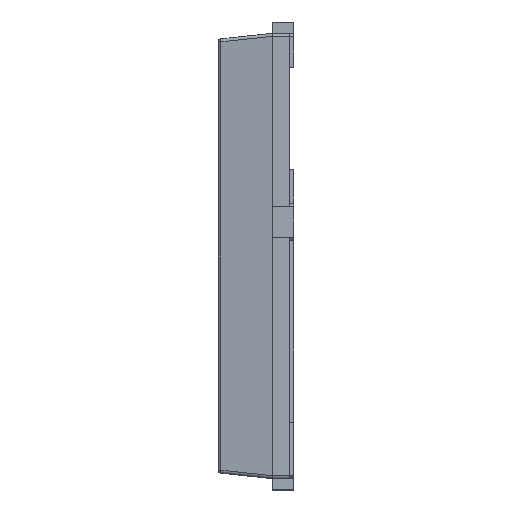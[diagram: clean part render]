
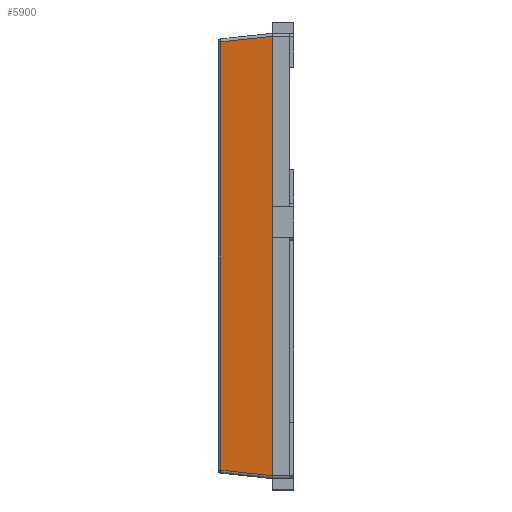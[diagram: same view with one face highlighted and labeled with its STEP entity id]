
A CAD part, left-side view. The second image highlights one B-rep face of the part: STEP entity #5900.
In plain terms, the highlighted planar face has unit normal (-0.995, 0.104, 0).
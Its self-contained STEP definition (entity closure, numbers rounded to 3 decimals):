
#38 = ORIENTED_EDGE ( 'NONE', *, *, #5709, .T. ) ;
#43 = EDGE_CURVE ( 'NONE', #1912, #2165, #1410, .T. ) ;
#147 = DIRECTION ( 'NONE',  ( -0.104, -0.989, -0.104 ) ) ;
#173 = VERTEX_POINT ( 'NONE', #6394 ) ;
#215 = EDGE_CURVE ( 'NONE', #2165, #2350, #5629, .T. ) ;
#265 = ORIENTED_EDGE ( 'NONE', *, *, #2278, .F. ) ;
#272 = ORIENTED_EDGE ( 'NONE', *, *, #43, .F. ) ;
#302 = VERTEX_POINT ( 'NONE', #3483 ) ;
#617 = VECTOR ( 'NONE', #4401, 1000. ) ;
#748 = DIRECTION ( 'NONE',  ( 0., 0., -1. ) ) ;
#885 = VERTEX_POINT ( 'NONE', #1799 ) ;
#903 = ORIENTED_EDGE ( 'NONE', *, *, #215, .F. ) ;
#950 = PLANE ( 'NONE',  #1497 ) ;
#1110 = DIRECTION ( 'NONE',  ( 0., 0., -1. ) ) ;
#1408 = VECTOR ( 'NONE', #147, 1000. ) ;
#1410 = LINE ( 'NONE', #5249, #5805 ) ;
#1431 = VERTEX_POINT ( 'NONE', #2364 ) ;
#1464 = CARTESIAN_POINT ( 'NONE',  ( -2.374, 1., 0. ) ) ;
#1497 = AXIS2_PLACEMENT_3D ( 'NONE', #1464, #3409, #2939 ) ;
#1799 = CARTESIAN_POINT ( 'NONE',  ( -2.45, 0.281, 0.657 ) ) ;
#1912 = VERTEX_POINT ( 'NONE', #4001 ) ;
#2011 = VECTOR ( 'NONE', #3336, 1000. ) ;
#2080 = CARTESIAN_POINT ( 'NONE',  ( -2.45, 0.28, -2.95 ) ) ;
#2091 = FACE_OUTER_BOUND ( 'NONE', #4957, .T. ) ;
#2165 = VERTEX_POINT ( 'NONE', #6212 ) ;
#2240 = CARTESIAN_POINT ( 'NONE',  ( -2.45, 0.28, -2.91 ) ) ;
#2259 = CARTESIAN_POINT ( 'NONE',  ( -2.344, 1.291, 2.804 ) ) ;
#2273 = EDGE_CURVE ( 'NONE', #1431, #5637, #3111, .T. ) ;
#2278 = EDGE_CURVE ( 'NONE', #2298, #173, #4875, .T. ) ;
#2298 = VERTEX_POINT ( 'NONE', #2375 ) ;
#2311 = VERTEX_POINT ( 'NONE', #3363 ) ;
#2333 = ORIENTED_EDGE ( 'NONE', *, *, #4382, .F. ) ;
#2350 = VERTEX_POINT ( 'NONE', #4342 ) ;
#2364 = CARTESIAN_POINT ( 'NONE',  ( -2.378, 0.964, -2.838 ) ) ;
#2375 = CARTESIAN_POINT ( 'NONE',  ( -2.45, 0.28, 2.91 ) ) ;
#2379 = CARTESIAN_POINT ( 'NONE',  ( -2.45, 0.28, -2.95 ) ) ;
#2811 = LINE ( 'NONE', #5713, #3044 ) ;
#2849 = DIRECTION ( 'NONE',  ( 0., 0., -1. ) ) ;
#2878 = CARTESIAN_POINT ( 'NONE',  ( -2.45, 0.281, 0. ) ) ;
#2939 = DIRECTION ( 'NONE',  ( 0., 0., -1. ) ) ;
#3037 = VECTOR ( 'NONE', #5835, 1000. ) ;
#3044 = VECTOR ( 'NONE', #3699, 1000. ) ;
#3111 = LINE ( 'NONE', #4216, #3037 ) ;
#3124 = LINE ( 'NONE', #2259, #5359 ) ;
#3275 = EDGE_CURVE ( 'NONE', #885, #2311, #4859, .T. ) ;
#3302 = ORIENTED_EDGE ( 'NONE', *, *, #4655, .F. ) ;
#3336 = DIRECTION ( 'NONE',  ( 0., 0., -1. ) ) ;
#3363 = CARTESIAN_POINT ( 'NONE',  ( -2.45, 0.28, 0.656 ) ) ;
#3409 = DIRECTION ( 'NONE',  ( -0.995, 0.105, 0. ) ) ;
#3483 = CARTESIAN_POINT ( 'NONE',  ( -2.378, 0.964, 2.838 ) ) ;
#3699 = DIRECTION ( 'NONE',  ( 0., 0., -1. ) ) ;
#3718 = EDGE_CURVE ( 'NONE', #302, #1431, #4162, .T. ) ;
#3719 = DIRECTION ( 'NONE',  ( -0.104, -0.989, 0.104 ) ) ;
#3776 = LINE ( 'NONE', #2080, #5710 ) ;
#3852 = CARTESIAN_POINT ( 'NONE',  ( -2.45, 0.28, -2.95 ) ) ;
#4001 = CARTESIAN_POINT ( 'NONE',  ( -2.45, 0.281, 0.243 ) ) ;
#4044 = VECTOR ( 'NONE', #2849, 1000. ) ;
#4162 = LINE ( 'NONE', #4661, #5705 ) ;
#4216 = CARTESIAN_POINT ( 'NONE',  ( -2.344, 1.291, -2.804 ) ) ;
#4342 = CARTESIAN_POINT ( 'NONE',  ( -2.45, 0.28, -2.91 ) ) ;
#4372 = ORIENTED_EDGE ( 'NONE', *, *, #2273, .T. ) ;
#4382 = EDGE_CURVE ( 'NONE', #2350, #5637, #3776, .T. ) ;
#4401 = DIRECTION ( 'NONE',  ( 0., 0., -1. ) ) ;
#4655 = EDGE_CURVE ( 'NONE', #885, #1912, #5617, .T. ) ;
#4661 = CARTESIAN_POINT ( 'NONE',  ( -2.378, 0.964, 0. ) ) ;
#4859 = LINE ( 'NONE', #5051, #1408 ) ;
#4875 = LINE ( 'NONE', #3852, #4044 ) ;
#4957 = EDGE_LOOP ( 'NONE', ( #265, #38, #5188, #4372, #2333, #903, #272, #3302, #5205, #6268 ) ) ;
#5051 = CARTESIAN_POINT ( 'NONE',  ( -2.382, 0.925, 0.724 ) ) ;
#5167 = DIRECTION ( 'NONE',  ( 0.104, 0.989, -0.104 ) ) ;
#5188 = ORIENTED_EDGE ( 'NONE', *, *, #3718, .T. ) ;
#5205 = ORIENTED_EDGE ( 'NONE', *, *, #3275, .T. ) ;
#5249 = CARTESIAN_POINT ( 'NONE',  ( -2.373, 1.017, 0.166 ) ) ;
#5359 = VECTOR ( 'NONE', #5167, 1000. ) ;
#5617 = LINE ( 'NONE', #2878, #2011 ) ;
#5629 = LINE ( 'NONE', #2379, #617 ) ;
#5637 = VERTEX_POINT ( 'NONE', #2240 ) ;
#5652 = EDGE_CURVE ( 'NONE', #173, #2311, #2811, .T. ) ;
#5705 = VECTOR ( 'NONE', #748, 1000. ) ;
#5709 = EDGE_CURVE ( 'NONE', #2298, #302, #3124, .T. ) ;
#5710 = VECTOR ( 'NONE', #1110, 1000. ) ;
#5713 = CARTESIAN_POINT ( 'NONE',  ( -2.45, 0.28, -2.95 ) ) ;
#5805 = VECTOR ( 'NONE', #3719, 1000. ) ;
#5835 = DIRECTION ( 'NONE',  ( -0.104, -0.989, -0.104 ) ) ;
#5900 = ADVANCED_FACE ( 'NONE', ( #2091 ), #950, .T. ) ;
#6212 = CARTESIAN_POINT ( 'NONE',  ( -2.45, 0.28, 0.244 ) ) ;
#6268 = ORIENTED_EDGE ( 'NONE', *, *, #5652, .F. ) ;
#6394 = CARTESIAN_POINT ( 'NONE',  ( -2.45, 0.28, 2.91 ) ) ;
